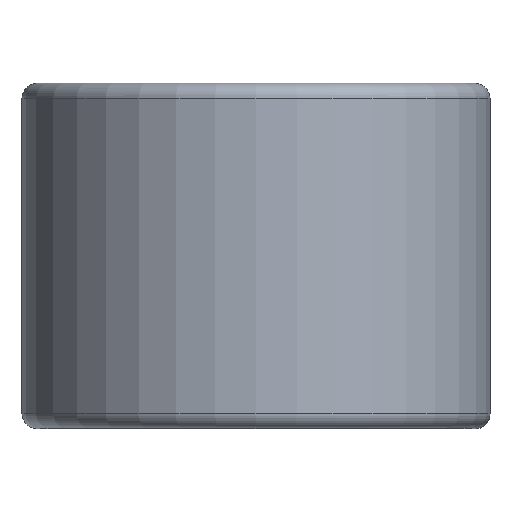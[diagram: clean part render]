
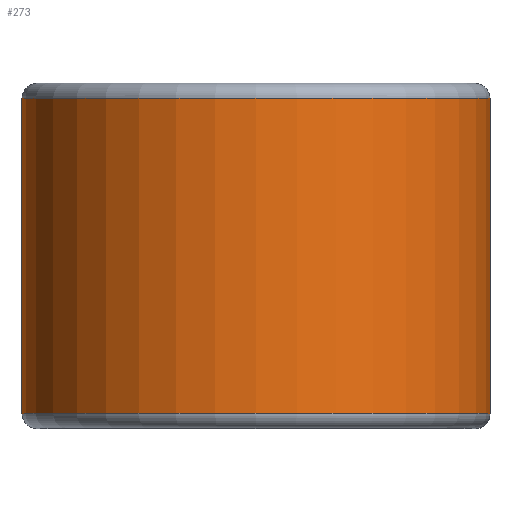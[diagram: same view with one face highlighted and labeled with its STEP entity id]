
A CAD part, top view. The second image highlights one B-rep face of the part: STEP entity #273.
In plain terms, the highlighted cylindrical face has radius 11.836 mm (diameter 23.673 mm), a partial arc.
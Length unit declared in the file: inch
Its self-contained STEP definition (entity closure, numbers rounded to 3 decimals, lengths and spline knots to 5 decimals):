
#5 = AXIS2_PLACEMENT_3D ( 'NONE', #919, #1493, #1415 ) ;
#15 = CARTESIAN_POINT ( 'NONE',  ( 0.466, -0.31375, 0. ) ) ;
#30 = DIRECTION ( 'NONE',  ( 0., 0., -1. ) ) ;
#69 = CARTESIAN_POINT ( 'NONE',  ( 0.466, 0.31375, 0. ) ) ;
#124 = CARTESIAN_POINT ( 'NONE',  ( 0., 0.31375, -0.466 ) ) ;
#167 = DIRECTION ( 'NONE',  ( 0., 1., 0. ) ) ;
#239 = VERTEX_POINT ( 'NONE', #15 ) ;
#267 = FACE_OUTER_BOUND ( 'NONE', #627, .T. ) ;
#273 = ADVANCED_FACE ( 'NONE', ( #267 ), #392, .T. ) ;
#304 = DIRECTION ( 'NONE',  ( 0., 1., 0. ) ) ;
#354 = VECTOR ( 'NONE', #167, 39.37008 ) ;
#392 = CYLINDRICAL_SURFACE ( 'NONE', #887, 0.466 ) ;
#399 = EDGE_CURVE ( 'NONE', #239, #1889, #1561, .T. ) ;
#450 = LINE ( 'NONE', #124, #1445 ) ;
#559 = CARTESIAN_POINT ( 'NONE',  ( 0., 0.3125, 0. ) ) ;
#627 = EDGE_LOOP ( 'NONE', ( #985, #2201, #2260, #1209 ) ) ;
#887 = AXIS2_PLACEMENT_3D ( 'NONE', #559, #900, #1621 ) ;
#900 = DIRECTION ( 'NONE',  ( 0., -1., 0. ) ) ;
#919 = CARTESIAN_POINT ( 'NONE',  ( 0., -0.31375, 0. ) ) ;
#985 = ORIENTED_EDGE ( 'NONE', *, *, #2273, .T. ) ;
#1120 = DIRECTION ( 'NONE',  ( 0., -1., 0. ) ) ;
#1209 = ORIENTED_EDGE ( 'NONE', *, *, #399, .F. ) ;
#1291 = EDGE_CURVE ( 'NONE', #1524, #1333, #2105, .T. ) ;
#1333 = VERTEX_POINT ( 'NONE', #2218 ) ;
#1404 = CARTESIAN_POINT ( 'NONE',  ( 0., -0.31375, -0.466 ) ) ;
#1415 = DIRECTION ( 'NONE',  ( 0., 0., -1. ) ) ;
#1445 = VECTOR ( 'NONE', #304, 39.37008 ) ;
#1493 = DIRECTION ( 'NONE',  ( 0., -1., 0. ) ) ;
#1524 = VERTEX_POINT ( 'NONE', #69 ) ;
#1561 = CIRCLE ( 'NONE', #5, 0.466 ) ;
#1621 = DIRECTION ( 'NONE',  ( 0., 0., -1. ) ) ;
#1883 = EDGE_CURVE ( 'NONE', #1889, #1333, #450, .T. ) ;
#1889 = VERTEX_POINT ( 'NONE', #1404 ) ;
#2105 = CIRCLE ( 'NONE', #2245, 0.466 ) ;
#2201 = ORIENTED_EDGE ( 'NONE', *, *, #1291, .T. ) ;
#2218 = CARTESIAN_POINT ( 'NONE',  ( 0., 0.31375, -0.466 ) ) ;
#2232 = LINE ( 'NONE', #2353, #354 ) ;
#2234 = CARTESIAN_POINT ( 'NONE',  ( 0., 0.31375, 0. ) ) ;
#2245 = AXIS2_PLACEMENT_3D ( 'NONE', #2234, #1120, #30 ) ;
#2260 = ORIENTED_EDGE ( 'NONE', *, *, #1883, .F. ) ;
#2273 = EDGE_CURVE ( 'NONE', #239, #1524, #2232, .T. ) ;
#2353 = CARTESIAN_POINT ( 'NONE',  ( 0.466, 0.31375, 0. ) ) ;
